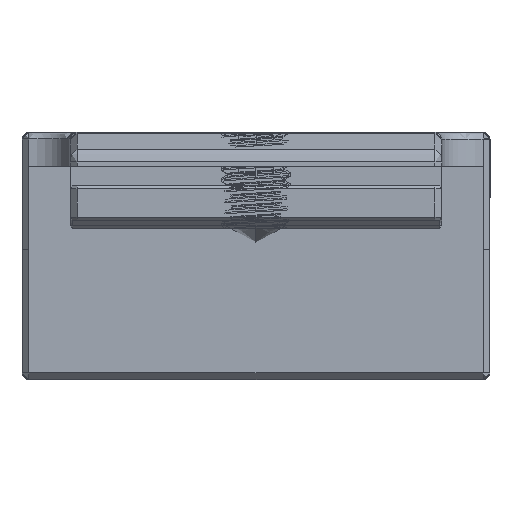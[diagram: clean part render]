
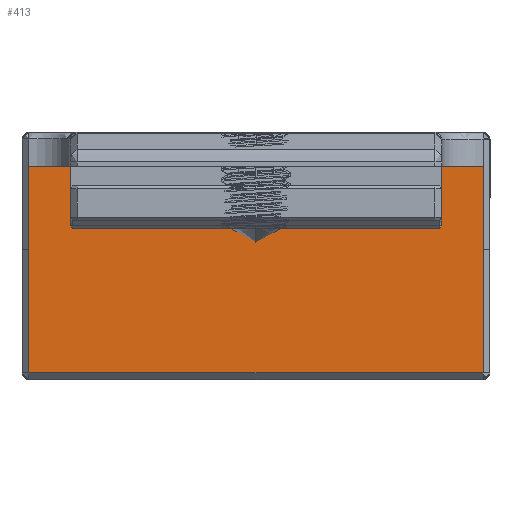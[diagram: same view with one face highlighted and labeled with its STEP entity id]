
A CAD part, left-side view. The second image highlights one B-rep face of the part: STEP entity #413.
In plain terms, the highlighted face is planar.
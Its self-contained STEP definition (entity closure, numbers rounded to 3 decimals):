
#413=ADVANCED_FACE('',(#1230),#12558,.T.);
#1230=FACE_OUTER_BOUND('',#2030,.T.);
#2030=EDGE_LOOP('',(#3732,#3733,#3734,#3735));
#3732=ORIENTED_EDGE('',*,*,#7219,.F.);
#3733=ORIENTED_EDGE('',*,*,#7156,.T.);
#3734=ORIENTED_EDGE('',*,*,#7213,.F.);
#3735=ORIENTED_EDGE('',*,*,#7215,.F.);
#7156=EDGE_CURVE('',#11016,#11017,#9483,.T.);
#7213=EDGE_CURVE('',#11049,#11017,#9507,.T.);
#7215=EDGE_CURVE('',#11020,#11049,#9508,.T.);
#7219=EDGE_CURVE('',#11016,#11020,#9510,.T.);
#9483=B_SPLINE_CURVE_WITH_KNOTS('',1,(#27426,#27427),.UNSPECIFIED.,.F.,
 .F.,(2,2),(0.,33.),.UNSPECIFIED.);
#9507=B_SPLINE_CURVE_WITH_KNOTS('',1,(#27583,#27584),.UNSPECIFIED.,.F.,
 .F.,(2,2),(-15.,0.),.UNSPECIFIED.);
#9508=B_SPLINE_CURVE_WITH_KNOTS('',1,(#27588,#27589),.UNSPECIFIED.,.F.,
 .F.,(2,2),(-33.,0.),.UNSPECIFIED.);
#9510=B_SPLINE_CURVE_WITH_KNOTS('',1,(#27598,#27599),.UNSPECIFIED.,.F.,
 .F.,(2,2),(0.,15.),.UNSPECIFIED.);
#11016=VERTEX_POINT('',#26061);
#11017=VERTEX_POINT('',#26062);
#11020=VERTEX_POINT('',#26065);
#11049=VERTEX_POINT('',#26094);
#12558=PLANE('',#13124);
#13124=AXIS2_PLACEMENT_3D('',#23594,#13721,$);
#13721=DIRECTION('',(0.,0.,1.));
#23594=CARTESIAN_POINT('',(19.88,-10.08,12.2));
#26061=CARTESIAN_POINT('',(16.5,6.5,12.2));
#26062=CARTESIAN_POINT('',(-16.5,6.5,12.2));
#26065=CARTESIAN_POINT('',(16.5,-8.5,12.2));
#26094=CARTESIAN_POINT('',(-16.5,-8.5,12.2));
#27426=CARTESIAN_POINT('',(16.5,6.5,12.2));
#27427=CARTESIAN_POINT('',(-16.5,6.5,12.2));
#27583=CARTESIAN_POINT('',(-16.5,-8.5,12.2));
#27584=CARTESIAN_POINT('',(-16.5,6.5,12.2));
#27588=CARTESIAN_POINT('',(16.5,-8.5,12.2));
#27589=CARTESIAN_POINT('',(-16.5,-8.5,12.2));
#27598=CARTESIAN_POINT('',(16.5,6.5,12.2));
#27599=CARTESIAN_POINT('',(16.5,-8.5,12.2));
